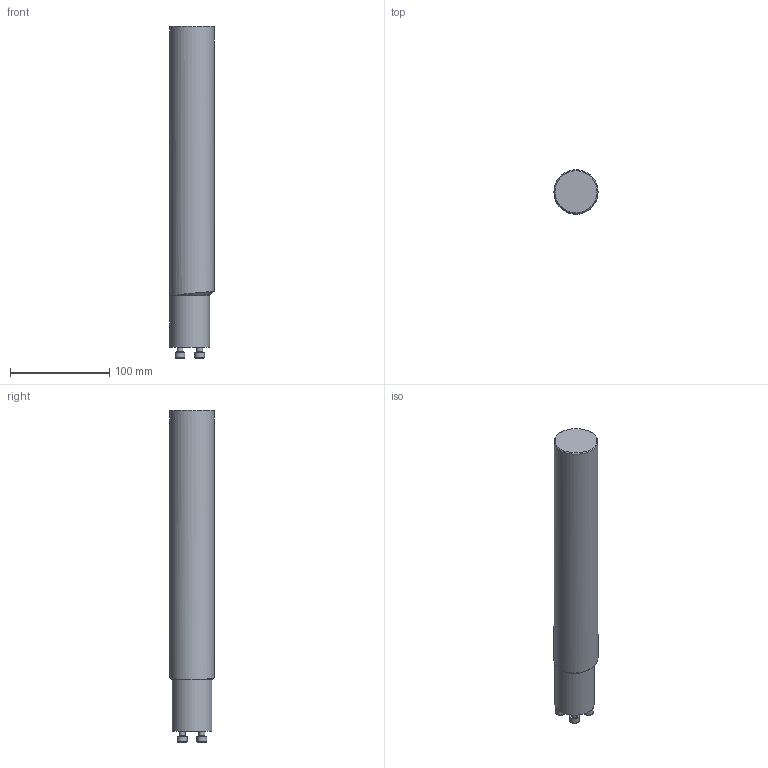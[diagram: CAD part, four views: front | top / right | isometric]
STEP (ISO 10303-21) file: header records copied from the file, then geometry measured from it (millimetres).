
FILE_DESCRIPTION(/* description */ (''),/* implementation_level */ '2;1');
FILE_NAME(/* name */ 'TOOLCOMP_1.STP',/* time_stamp */ '2024-03-12T15:19:17+01:00',/* author */ (''),/* organization */ ('SMS'),/* preprocessor_version */ 'ST-DEVELOPER v16.7',/* originating_system */ 'SIEMENS PLM Software NX 12.0',/* authorisation */ '');
FILE_SCHEMA (('AUTOMOTIVE_DESIGN { 1 0 10303 214 3 1 1 1 }'));
Length unit declared in the file: millimetre
Products named in the file (1): TOOLCOMP_1
Bounding box: 44.45 x 44.45 x 335 mm (x, y, z)
Volume: 488496.7 mm3; surface area: 48628.7 mm2
Topology: 1 solids, 1 shells, 136 faces, 339 edges, 213 vertices
Faces by surface type: plane 62, extrusion 36, cone 23, cylinder 8, torus 7
Full cylindrical faces by diameter (mm): 6 x3, 10 x3, 40 x1, 44.45 x1
Entity records: 5678 total; most frequent: CARTESIAN_POINT 2479, DIRECTION 650, ORIENTED_EDGE 626, EDGE_CURVE 313, AXIS2_PLACEMENT_3D 253, VERTEX_POINT 207, EDGE_LOOP 161, VECTOR 144
